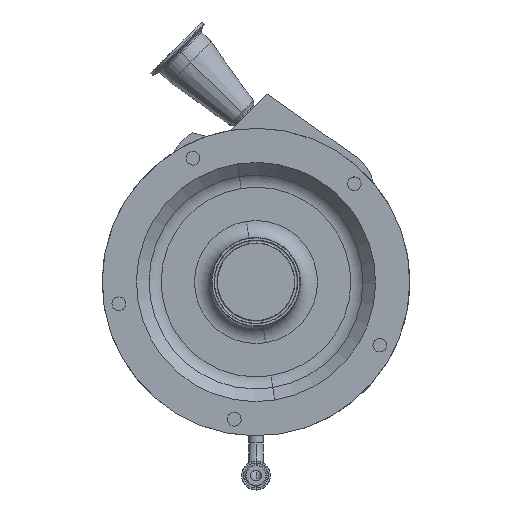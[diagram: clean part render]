
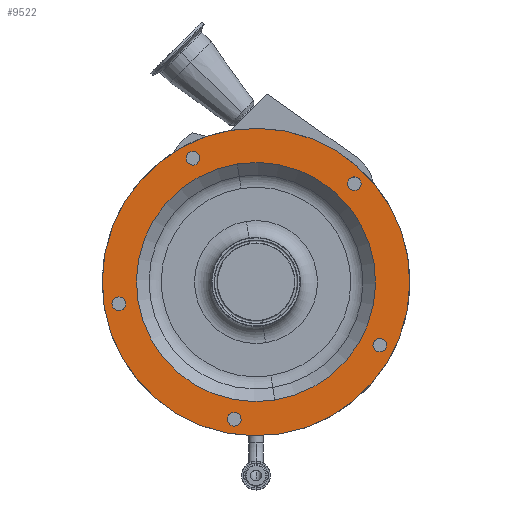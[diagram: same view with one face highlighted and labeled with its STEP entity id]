
A CAD part, top view. The second image highlights one B-rep face of the part: STEP entity #9522.
In plain terms, the highlighted planar face has unit normal (0, 0, 1).
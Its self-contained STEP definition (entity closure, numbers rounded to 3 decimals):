
#69 = DIRECTION ( 'NONE',  ( 0., 0., 1. ) ) ;
#113 = EDGE_LOOP ( 'NONE', ( #5023, #2797 ) ) ;
#148 = CARTESIAN_POINT ( 'NONE',  ( -21.119, 133.338, 212.5 ) ) ;
#361 = DIRECTION ( 'NONE',  ( 0., 0., 1. ) ) ;
#395 = DIRECTION ( 'NONE',  ( 0., 0., 1. ) ) ;
#540 = AXIS2_PLACEMENT_3D ( 'NONE', #1500, #15917, #14399 ) ;
#548 = PLANE ( 'NONE',  #3937 ) ;
#874 = DIRECTION ( 'NONE',  ( -0.454, -0.891, 0. ) ) ;
#1156 = EDGE_CURVE ( 'NONE', #2780, #5811, #9698, .T. ) ;
#1325 = ORIENTED_EDGE ( 'NONE', *, *, #10688, .F. ) ;
#1448 = CARTESIAN_POINT ( 'NONE',  ( 16.426, -103.707, 212.5 ) ) ;
#1471 = VERTEX_POINT ( 'NONE', #1448 ) ;
#1500 = CARTESIAN_POINT ( 'NONE',  ( -55.387, 108.703, 212.5 ) ) ;
#1645 = DIRECTION ( 'NONE',  ( -0.156, 0.988, 0. ) ) ;
#1744 = EDGE_CURVE ( 'NONE', #12664, #12445, #12114, .T. ) ;
#1770 = FACE_BOUND ( 'NONE', #17202, .T. ) ;
#1813 = AXIS2_PLACEMENT_3D ( 'NONE', #5180, #9658, #9468 ) ;
#1915 = DIRECTION ( 'NONE',  ( 0., 0., 1. ) ) ;
#2429 = ORIENTED_EDGE ( 'NONE', *, *, #5083, .F. ) ;
#2630 = CIRCLE ( 'NONE', #17858, 6. ) ;
#2739 = CARTESIAN_POINT ( 'NONE',  ( 86.267, 86.267, 212.5 ) ) ;
#2742 = AXIS2_PLACEMENT_3D ( 'NONE', #8501, #361, #7274 ) ;
#2780 = VERTEX_POINT ( 'NONE', #7671 ) ;
#2797 = ORIENTED_EDGE ( 'NONE', *, *, #18436, .F. ) ;
#2865 = VERTEX_POINT ( 'NONE', #12462 ) ;
#3141 = VERTEX_POINT ( 'NONE', #17228 ) ;
#3200 = CARTESIAN_POINT ( 'NONE',  ( -120.498, -19.085, 212.5 ) ) ;
#3270 = DIRECTION ( 'NONE',  ( 0., 0., -1. ) ) ;
#3299 = CIRCLE ( 'NONE', #1813, 6. ) ;
#3300 = CARTESIAN_POINT ( 'NONE',  ( -120.498, -19.085, 212.5 ) ) ;
#3937 = AXIS2_PLACEMENT_3D ( 'NONE', #13445, #3270, #11691 ) ;
#4184 = CARTESIAN_POINT ( 'NONE',  ( 0., 0., 212.5 ) ) ;
#4279 = EDGE_CURVE ( 'NONE', #12062, #1471, #18456, .T. ) ;
#4381 = AXIS2_PLACEMENT_3D ( 'NONE', #14012, #16915, #12530 ) ;
#4397 = ORIENTED_EDGE ( 'NONE', *, *, #10475, .F. ) ;
#4483 = ORIENTED_EDGE ( 'NONE', *, *, #6397, .F. ) ;
#4556 = EDGE_LOOP ( 'NONE', ( #18288, #17581 ) ) ;
#4811 = EDGE_CURVE ( 'NONE', #6335, #2865, #6784, .T. ) ;
#4825 = AXIS2_PLACEMENT_3D ( 'NONE', #6984, #69, #1645 ) ;
#5023 = ORIENTED_EDGE ( 'NONE', *, *, #4279, .F. ) ;
#5083 = EDGE_CURVE ( 'NONE', #17705, #18052, #2630, .T. ) ;
#5180 = CARTESIAN_POINT ( 'NONE',  ( -19.085, -120.498, 212.5 ) ) ;
#5254 = DIRECTION ( 'NONE',  ( 0., 0., 1. ) ) ;
#5301 = EDGE_CURVE ( 'NONE', #9888, #11779, #10999, .T. ) ;
#5389 = AXIS2_PLACEMENT_3D ( 'NONE', #10300, #8916, #6376 ) ;
#5811 = VERTEX_POINT ( 'NONE', #148 ) ;
#5978 = FACE_BOUND ( 'NONE', #17434, .T. ) ;
#5998 = EDGE_LOOP ( 'NONE', ( #13629, #4483 ) ) ;
#6023 = AXIS2_PLACEMENT_3D ( 'NONE', #13583, #12390, #18106 ) ;
#6189 = AXIS2_PLACEMENT_3D ( 'NONE', #14499, #15659, #13021 ) ;
#6335 = VERTEX_POINT ( 'NONE', #16795 ) ;
#6376 = DIRECTION ( 'NONE',  ( -0.454, -0.891, 0. ) ) ;
#6384 = CARTESIAN_POINT ( 'NONE',  ( 108.703, -55.387, 212.5 ) ) ;
#6397 = EDGE_CURVE ( 'NONE', #12445, #12664, #14879, .T. ) ;
#6416 = AXIS2_PLACEMENT_3D ( 'NONE', #3200, #395, #11803 ) ;
#6510 = AXIS2_PLACEMENT_3D ( 'NONE', #3300, #17339, #8902 ) ;
#6650 = ORIENTED_EDGE ( 'NONE', *, *, #8013, .F. ) ;
#6784 = CIRCLE ( 'NONE', #6189, 6. ) ;
#6871 = CIRCLE ( 'NONE', #5389, 6. ) ;
#6984 = CARTESIAN_POINT ( 'NONE',  ( 0., 0., 212.5 ) ) ;
#7168 = CARTESIAN_POINT ( 'NONE',  ( 105.979, -60.733, 212.5 ) ) ;
#7228 = CIRCLE ( 'NONE', #6023, 135. ) ;
#7274 = DIRECTION ( 'NONE',  ( 0.707, -0.707, 0. ) ) ;
#7450 = CARTESIAN_POINT ( 'NONE',  ( 82.024, 90.51, 212.5 ) ) ;
#7459 = FACE_BOUND ( 'NONE', #11677, .T. ) ;
#7595 = CARTESIAN_POINT ( 'NONE',  ( -55.387, 108.703, 212.5 ) ) ;
#7671 = CARTESIAN_POINT ( 'NONE',  ( 21.119, -133.338, 212.5 ) ) ;
#8013 = EDGE_CURVE ( 'NONE', #3141, #9910, #6871, .T. ) ;
#8489 = DIRECTION ( 'NONE',  ( 0., 0., 1. ) ) ;
#8501 = CARTESIAN_POINT ( 'NONE',  ( 86.267, 86.267, 212.5 ) ) ;
#8845 = DIRECTION ( 'NONE',  ( -0.156, 0.988, 0. ) ) ;
#8902 = DIRECTION ( 'NONE',  ( -0.156, 0.988, 0. ) ) ;
#8916 = DIRECTION ( 'NONE',  ( 0., 0., 1. ) ) ;
#8981 = AXIS2_PLACEMENT_3D ( 'NONE', #6384, #12109, #874 ) ;
#9326 = ORIENTED_EDGE ( 'NONE', *, *, #4811, .F. ) ;
#9468 = DIRECTION ( 'NONE',  ( -0.988, 0.156, 0. ) ) ;
#9522 = ADVANCED_FACE ( 'NONE', ( #17403, #5978, #16179, #1770, #7459, #10634, #10256 ), #548, .F. ) ;
#9658 = DIRECTION ( 'NONE',  ( 0., 0., 1. ) ) ;
#9698 = CIRCLE ( 'NONE', #10904, 135. ) ;
#9888 = VERTEX_POINT ( 'NONE', #17199 ) ;
#9910 = VERTEX_POINT ( 'NONE', #7168 ) ;
#10256 = FACE_BOUND ( 'NONE', #113, .T. ) ;
#10300 = CARTESIAN_POINT ( 'NONE',  ( 108.703, -55.387, 212.5 ) ) ;
#10475 = EDGE_CURVE ( 'NONE', #11779, #9888, #15882, .T. ) ;
#10634 = FACE_BOUND ( 'NONE', #5998, .T. ) ;
#10637 = ORIENTED_EDGE ( 'NONE', *, *, #18027, .F. ) ;
#10688 = EDGE_CURVE ( 'NONE', #9910, #3141, #17076, .T. ) ;
#10752 = EDGE_CURVE ( 'NONE', #5811, #2780, #7228, .T. ) ;
#10904 = AXIS2_PLACEMENT_3D ( 'NONE', #4184, #8489, #8845 ) ;
#10940 = CARTESIAN_POINT ( 'NONE',  ( 90.51, 82.024, 212.5 ) ) ;
#10999 = CIRCLE ( 'NONE', #540, 6. ) ;
#11677 = EDGE_LOOP ( 'NONE', ( #9326, #16582 ) ) ;
#11691 = DIRECTION ( 'NONE',  ( -1., 0., 0. ) ) ;
#11779 = VERTEX_POINT ( 'NONE', #12342 ) ;
#11803 = DIRECTION ( 'NONE',  ( -0.156, 0.988, 0. ) ) ;
#12062 = VERTEX_POINT ( 'NONE', #15852 ) ;
#12109 = DIRECTION ( 'NONE',  ( 0., 0., 1. ) ) ;
#12114 = CIRCLE ( 'NONE', #6416, 6. ) ;
#12342 = CARTESIAN_POINT ( 'NONE',  ( -60.733, 105.979, 212.5 ) ) ;
#12390 = DIRECTION ( 'NONE',  ( 0., 0., 1. ) ) ;
#12445 = VERTEX_POINT ( 'NONE', #14816 ) ;
#12462 = CARTESIAN_POINT ( 'NONE',  ( -13.159, -121.437, 212.5 ) ) ;
#12530 = DIRECTION ( 'NONE',  ( -0.156, 0.988, 0. ) ) ;
#12664 = VERTEX_POINT ( 'NONE', #18317 ) ;
#13021 = DIRECTION ( 'NONE',  ( -0.988, 0.156, 0. ) ) ;
#13445 = CARTESIAN_POINT ( 'NONE',  ( -38.52, -6.101, 212.5 ) ) ;
#13583 = CARTESIAN_POINT ( 'NONE',  ( 0., 0., 212.5 ) ) ;
#13629 = ORIENTED_EDGE ( 'NONE', *, *, #1744, .F. ) ;
#13794 = CIRCLE ( 'NONE', #4825, 105. ) ;
#13947 = DIRECTION ( 'NONE',  ( 0.707, -0.707, 0. ) ) ;
#14012 = CARTESIAN_POINT ( 'NONE',  ( 0., 0., 212.5 ) ) ;
#14399 = DIRECTION ( 'NONE',  ( 0.891, 0.454, 0. ) ) ;
#14499 = CARTESIAN_POINT ( 'NONE',  ( -19.085, -120.498, 212.5 ) ) ;
#14701 = AXIS2_PLACEMENT_3D ( 'NONE', #7595, #1915, #16037 ) ;
#14816 = CARTESIAN_POINT ( 'NONE',  ( -119.559, -25.011, 212.5 ) ) ;
#14879 = CIRCLE ( 'NONE', #6510, 6. ) ;
#15282 = CIRCLE ( 'NONE', #2742, 6. ) ;
#15659 = DIRECTION ( 'NONE',  ( 0., 0., 1. ) ) ;
#15852 = CARTESIAN_POINT ( 'NONE',  ( -16.426, 103.707, 212.5 ) ) ;
#15882 = CIRCLE ( 'NONE', #14701, 6. ) ;
#15917 = DIRECTION ( 'NONE',  ( 0., 0., 1. ) ) ;
#16037 = DIRECTION ( 'NONE',  ( 0.891, 0.454, 0. ) ) ;
#16179 = FACE_BOUND ( 'NONE', #18238, .T. ) ;
#16582 = ORIENTED_EDGE ( 'NONE', *, *, #16922, .F. ) ;
#16795 = CARTESIAN_POINT ( 'NONE',  ( -25.011, -119.559, 212.5 ) ) ;
#16915 = DIRECTION ( 'NONE',  ( 0., 0., 1. ) ) ;
#16922 = EDGE_CURVE ( 'NONE', #2865, #6335, #3299, .T. ) ;
#16994 = ORIENTED_EDGE ( 'NONE', *, *, #5301, .F. ) ;
#17076 = CIRCLE ( 'NONE', #8981, 6. ) ;
#17199 = CARTESIAN_POINT ( 'NONE',  ( -50.041, 111.427, 212.5 ) ) ;
#17202 = EDGE_LOOP ( 'NONE', ( #1325, #6650 ) ) ;
#17228 = CARTESIAN_POINT ( 'NONE',  ( 111.427, -50.041, 212.5 ) ) ;
#17339 = DIRECTION ( 'NONE',  ( 0., 0., 1. ) ) ;
#17403 = FACE_OUTER_BOUND ( 'NONE', #4556, .T. ) ;
#17434 = EDGE_LOOP ( 'NONE', ( #16994, #4397 ) ) ;
#17581 = ORIENTED_EDGE ( 'NONE', *, *, #1156, .T. ) ;
#17705 = VERTEX_POINT ( 'NONE', #10940 ) ;
#17858 = AXIS2_PLACEMENT_3D ( 'NONE', #2739, #5254, #13947 ) ;
#18027 = EDGE_CURVE ( 'NONE', #18052, #17705, #15282, .T. ) ;
#18052 = VERTEX_POINT ( 'NONE', #7450 ) ;
#18106 = DIRECTION ( 'NONE',  ( -0.156, 0.988, 0. ) ) ;
#18238 = EDGE_LOOP ( 'NONE', ( #2429, #10637 ) ) ;
#18288 = ORIENTED_EDGE ( 'NONE', *, *, #10752, .T. ) ;
#18317 = CARTESIAN_POINT ( 'NONE',  ( -121.437, -13.159, 212.5 ) ) ;
#18436 = EDGE_CURVE ( 'NONE', #1471, #12062, #13794, .T. ) ;
#18456 = CIRCLE ( 'NONE', #4381, 105. ) ;
